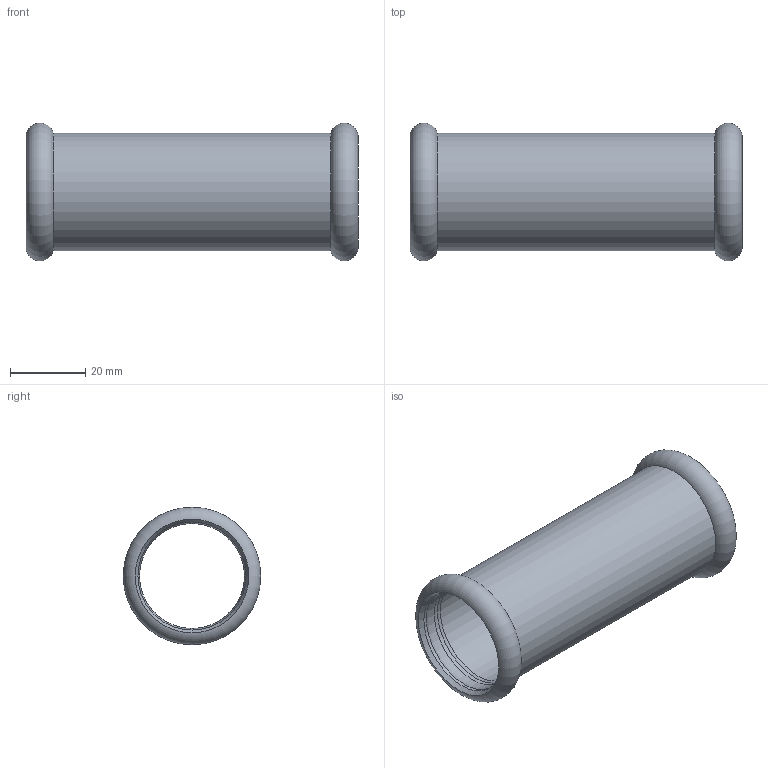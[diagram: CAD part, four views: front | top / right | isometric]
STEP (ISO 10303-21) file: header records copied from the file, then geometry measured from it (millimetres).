
FILE_DESCRIPTION(/* description */ ('MANICOTTO PASSANTE De28'),/* implementation_level */ '2;1');
FILE_NAME(/* name */ '183028001_Inoxpres.stp',/* time_stamp */ '2022-10-11T11:14:22+02:00',/* author */ ('Vault'),/* organization */ ('Raccorderie metalliche s.p.a.'),/* preprocessor_version */ 'ST-DEVELOPER v18.1',/* originating_system */ 'Autodesk Inventor 2020',/* authorisation */ 'Raccorderie metalliche s.p.a.');
FILE_SCHEMA (('AUTOMOTIVE_DESIGN { 1 0 10303 214 3 1 1 }'));
Length unit declared in the file: millimetre
Products named in the file (1): 183028001_Inoxpres
Bounding box: 88.5 x 36.68 x 36.68 mm (x, y, z)
Volume: 15230.2 mm3; surface area: 17467.4 mm2
Topology: 1 solids, 1 shells, 14 faces, 50 edges, 36 vertices
Faces by surface type: torus 6, cylinder 6, cone 2
Full cylindrical faces by diameter (mm): 28.4 x1, 28.8 x4, 31.4 x1
Entity records: 625 total; most frequent: DIRECTION 122, CARTESIAN_POINT 101, ORIENTED_EDGE 100, AXIS2_PLACEMENT_3D 57, EDGE_CURVE 50, CIRCLE 42, VERTEX_POINT 36, FACE_OUTER_BOUND 14
